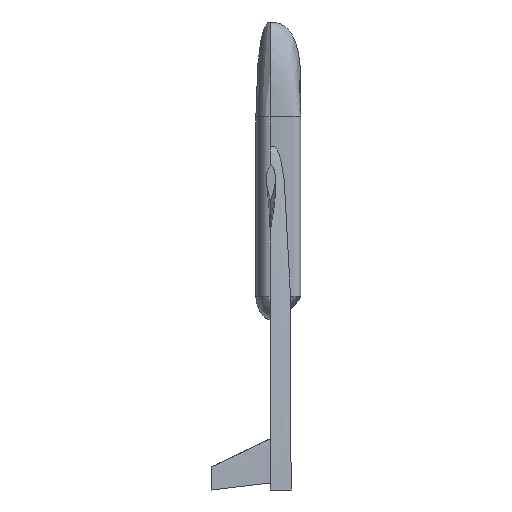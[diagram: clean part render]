
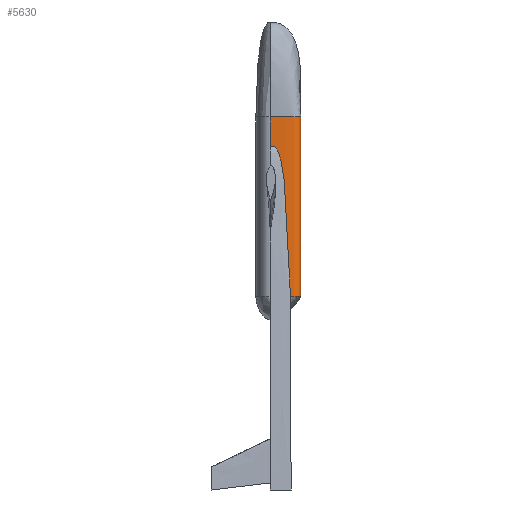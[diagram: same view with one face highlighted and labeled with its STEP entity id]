
A CAD part, left-side view. The second image highlights one B-rep face of the part: STEP entity #5630.
In plain terms, the highlighted free-form (B-spline) face has degree [3, 1] with [4, 2] control points.
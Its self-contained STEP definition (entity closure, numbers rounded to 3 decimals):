
#5630 = ADVANCED_FACE('',(#5631),#5665,.F.);
#5631 = FACE_BOUND('',#5632,.F.);
#5632 = EDGE_LOOP('',(#5633,#5644,#5651,#5660));
#5633 = ORIENTED_EDGE('',*,*,#5634,.T.);
#5634 = EDGE_CURVE('',#5635,#5637,#5639,.T.);
#5635 = VERTEX_POINT('',#5636);
#5636 = CARTESIAN_POINT('',(0.,348.998,-1899.538));
#5637 = VERTEX_POINT('',#5638);
#5638 = CARTESIAN_POINT('',(-517.544,958.007,
    -1899.538));
#5639 = B_SPLINE_CURVE_WITH_KNOTS('',3,(#5640,#5641,#5642,#5643),
  .UNSPECIFIED.,.F.,.F.,(4,4),(0.,1.),.PIECEWISE_BEZIER_KNOTS.);
#5640 = CARTESIAN_POINT('',(0.,348.998,-1899.538));
#5641 = CARTESIAN_POINT('',(-559.136,350.27,
    -1899.538));
#5642 = CARTESIAN_POINT('',(-517.531,245.138,
    -1899.538));
#5643 = CARTESIAN_POINT('',(-517.544,958.007,
    -1899.538));
#5644 = ORIENTED_EDGE('',*,*,#5645,.F.);
#5645 = EDGE_CURVE('',#5646,#5637,#5648,.T.);
#5646 = VERTEX_POINT('',#5647);
#5647 = CARTESIAN_POINT('',(-517.544,958.007,
    -5495.343));
#5648 = B_SPLINE_CURVE_WITH_KNOTS('',1,(#5649,#5650),.UNSPECIFIED.,.F.,
  .F.,(2,2),(0.,3265.476),.PIECEWISE_BEZIER_KNOTS.);
#5649 = CARTESIAN_POINT('',(-517.544,958.007,
    -5495.343));
#5650 = CARTESIAN_POINT('',(-517.544,958.007,
    -1899.538));
#5651 = ORIENTED_EDGE('',*,*,#5652,.F.);
#5652 = EDGE_CURVE('',#5653,#5646,#5655,.T.);
#5653 = VERTEX_POINT('',#5654);
#5654 = CARTESIAN_POINT('',(0.,348.998,-5495.343));
#5655 = B_SPLINE_CURVE_WITH_KNOTS('',3,(#5656,#5657,#5658,#5659),
  .UNSPECIFIED.,.F.,.F.,(4,4),(0.,1.),.PIECEWISE_BEZIER_KNOTS.);
#5656 = CARTESIAN_POINT('',(0.,348.998,-5495.343));
#5657 = CARTESIAN_POINT('',(-559.136,350.27,
    -5495.343));
#5658 = CARTESIAN_POINT('',(-517.531,245.138,
    -5495.343));
#5659 = CARTESIAN_POINT('',(-517.544,958.007,
    -5495.343));
#5660 = ORIENTED_EDGE('',*,*,#5661,.T.);
#5661 = EDGE_CURVE('',#5653,#5635,#5662,.T.);
#5662 = B_SPLINE_CURVE_WITH_KNOTS('',1,(#5663,#5664),.UNSPECIFIED.,.F.,
  .F.,(2,2),(0.,3265.476),.PIECEWISE_BEZIER_KNOTS.);
#5663 = CARTESIAN_POINT('',(0.,348.998,-5495.343));
#5664 = CARTESIAN_POINT('',(0.,348.998,-1899.538));
#5665 = B_SPLINE_SURFACE_WITH_KNOTS('',3,1,(
    (#5666,#5667)
    ,(#5668,#5669)
    ,(#5670,#5671)
    ,(#5672,#5673
    )),.UNSPECIFIED.,.F.,.F.,.F.,(4,4),(2,2),(0.,1.),(0.,1.),
  .PIECEWISE_BEZIER_KNOTS.);
#5666 = CARTESIAN_POINT('',(-517.544,958.007,
    -5495.343));
#5667 = CARTESIAN_POINT('',(-517.544,958.007,
    -1899.538));
#5668 = CARTESIAN_POINT('',(-517.531,245.138,
    -5495.343));
#5669 = CARTESIAN_POINT('',(-517.531,245.138,
    -1899.538));
#5670 = CARTESIAN_POINT('',(-559.136,350.27,
    -5495.343));
#5671 = CARTESIAN_POINT('',(-559.136,350.27,
    -1899.538));
#5672 = CARTESIAN_POINT('',(0.,348.998,-5495.343));
#5673 = CARTESIAN_POINT('',(0.,348.998,-1899.538));
